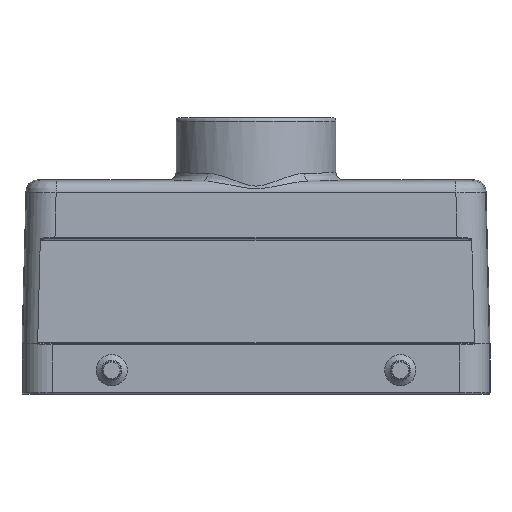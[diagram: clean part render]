
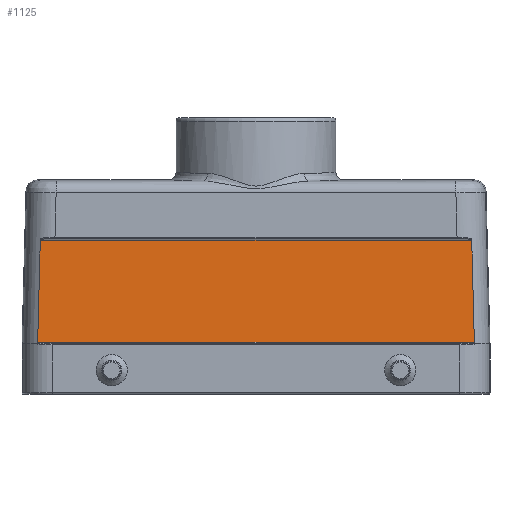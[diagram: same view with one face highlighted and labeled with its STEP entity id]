
A CAD part, front view. The second image highlights one B-rep face of the part: STEP entity #1125.
In plain terms, the highlighted planar face has unit normal (0, -1, 0.018).
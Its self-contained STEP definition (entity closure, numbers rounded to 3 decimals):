
#830=FACE_OUTER_BOUND('',#1870,.T.);
#1125=ADVANCED_FACE('',(#830),#1454,.T.);
#1454=PLANE('',#6411);
#1870=EDGE_LOOP('',(#2553,#2554,#2555,#2556,#2557,#2558,#2559,#2560));
#2553=ORIENTED_EDGE('',*,*,#4544,.T.);
#2554=ORIENTED_EDGE('',*,*,#4545,.T.);
#2555=ORIENTED_EDGE('',*,*,#4546,.F.);
#2556=ORIENTED_EDGE('',*,*,#4547,.T.);
#2557=ORIENTED_EDGE('',*,*,#4548,.T.);
#2558=ORIENTED_EDGE('',*,*,#4549,.T.);
#2559=ORIENTED_EDGE('',*,*,#4550,.F.);
#2560=ORIENTED_EDGE('',*,*,#4551,.T.);
#4053=VERTEX_POINT('',#10292);
#4054=VERTEX_POINT('',#10293);
#4055=VERTEX_POINT('',#10307);
#4056=VERTEX_POINT('',#10309);
#4057=VERTEX_POINT('',#10323);
#4058=VERTEX_POINT('',#10325);
#4059=VERTEX_POINT('',#10339);
#4060=VERTEX_POINT('',#10341);
#4544=EDGE_CURVE('',#4053,#4054,#5239,.T.);
#4545=EDGE_CURVE('',#4054,#4055,#6066,.T.);
#4546=EDGE_CURVE('',#4056,#4055,#5240,.T.);
#4547=EDGE_CURVE('',#4056,#4057,#6067,.T.);
#4548=EDGE_CURVE('',#4057,#4058,#5241,.T.);
#4549=EDGE_CURVE('',#4058,#4059,#6068,.T.);
#4550=EDGE_CURVE('',#4060,#4059,#5242,.T.);
#4551=EDGE_CURVE('',#4060,#4053,#6069,.T.);
#5239=LINE('',#10291,#5646);
#5240=LINE('',#10308,#5647);
#5241=LINE('',#10324,#5648);
#5242=LINE('',#10340,#5649);
#5646=VECTOR('',#7133,1.);
#5647=VECTOR('',#7134,1.);
#5648=VECTOR('',#7135,1.);
#5649=VECTOR('',#7136,1.);
#6066=B_SPLINE_CURVE_WITH_KNOTS('',3,(#10294,#10295,#10296,#10297,#10298,
#10299,#10300,#10301,#10302,#10303,#10304,#10305,#10306),.UNSPECIFIED.,
 .F.,.F.,(4,3,3,3,4),(0.,0.567,0.85,0.972,
1.),.UNSPECIFIED.);
#6067=B_SPLINE_CURVE_WITH_KNOTS('',3,(#10310,#10311,#10312,#10313,#10314,
#10315,#10316,#10317,#10318,#10319,#10320,#10321,#10322),.UNSPECIFIED.,
 .F.,.F.,(4,3,3,3,4),(0.,0.502,0.887,0.985,
1.),.UNSPECIFIED.);
#6068=B_SPLINE_CURVE_WITH_KNOTS('',3,(#10326,#10327,#10328,#10329,#10330,
#10331,#10332,#10333,#10334,#10335,#10336,#10337,#10338),.UNSPECIFIED.,
 .F.,.F.,(4,3,3,3,4),(0.,0.015,0.145,0.533,
1.),.UNSPECIFIED.);
#6069=B_SPLINE_CURVE_WITH_KNOTS('',3,(#10342,#10343,#10344,#10345,#10346,
#10347,#10348,#10349,#10350,#10351,#10352,#10353,#10354),.UNSPECIFIED.,
 .F.,.F.,(4,3,3,3,4),(0.,0.028,0.15,0.433,
1.),.UNSPECIFIED.);
#6411=AXIS2_PLACEMENT_3D('',#10355,#7137,#7138);
#7133=DIRECTION('',(1.,0.,0.));
#7134=DIRECTION('',(0.026,-0.018,-1.));
#7135=DIRECTION('',(-1.,0.,0.));
#7136=DIRECTION('',(0.026,0.018,1.));
#7137=DIRECTION('',(0.,-1.,0.018));
#7138=DIRECTION('',(0.,-0.018,-1.));
#10291=CARTESIAN_POINT('',(55.465,-20.492,4.274));
#10292=CARTESIAN_POINT('',(-54.921,-20.492,4.274));
#10293=CARTESIAN_POINT('',(54.921,-20.492,4.274));
#10294=CARTESIAN_POINT('',(54.921,-20.492,4.274));
#10295=CARTESIAN_POINT('',(55.136,-20.492,4.274));
#10296=CARTESIAN_POINT('',(55.355,-20.493,4.259));
#10297=CARTESIAN_POINT('',(55.564,-20.494,4.205));
#10298=CARTESIAN_POINT('',(55.668,-20.494,4.178));
#10299=CARTESIAN_POINT('',(55.772,-20.495,4.14));
#10300=CARTESIAN_POINT('',(55.864,-20.496,4.082));
#10301=CARTESIAN_POINT('',(55.903,-20.496,4.057));
#10302=CARTESIAN_POINT('',(55.941,-20.497,4.028));
#10303=CARTESIAN_POINT('',(55.973,-20.497,3.994));
#10304=CARTESIAN_POINT('',(55.981,-20.497,3.986));
#10305=CARTESIAN_POINT('',(55.988,-20.498,3.978));
#10306=CARTESIAN_POINT('',(55.995,-20.498,3.97));
#10307=CARTESIAN_POINT('',(55.995,-20.498,3.97));
#10308=CARTESIAN_POINT('',(56.001,-20.502,3.738));
#10309=CARTESIAN_POINT('',(55.316,-20.029,30.206));
#10310=CARTESIAN_POINT('',(55.316,-20.029,30.206));
#10311=CARTESIAN_POINT('',(55.315,-20.028,30.245));
#10312=CARTESIAN_POINT('',(55.308,-20.028,30.285));
#10313=CARTESIAN_POINT('',(55.293,-20.027,30.321));
#10314=CARTESIAN_POINT('',(55.283,-20.027,30.349));
#10315=CARTESIAN_POINT('',(55.267,-20.026,30.376));
#10316=CARTESIAN_POINT('',(55.248,-20.026,30.398));
#10317=CARTESIAN_POINT('',(55.243,-20.026,30.404));
#10318=CARTESIAN_POINT('',(55.237,-20.026,30.41));
#10319=CARTESIAN_POINT('',(55.232,-20.025,30.416));
#10320=CARTESIAN_POINT('',(55.231,-20.025,30.416));
#10321=CARTESIAN_POINT('',(55.23,-20.025,30.417));
#10322=CARTESIAN_POINT('',(55.229,-20.025,30.418));
#10323=CARTESIAN_POINT('',(55.229,-20.025,30.418));
#10324=CARTESIAN_POINT('',(-55.304,-20.025,30.418));
#10325=CARTESIAN_POINT('',(-55.229,-20.025,30.418));
#10326=CARTESIAN_POINT('',(-55.229,-20.025,30.418));
#10327=CARTESIAN_POINT('',(-55.23,-20.025,30.417));
#10328=CARTESIAN_POINT('',(-55.231,-20.025,30.416));
#10329=CARTESIAN_POINT('',(-55.232,-20.025,30.416));
#10330=CARTESIAN_POINT('',(-55.239,-20.026,30.408));
#10331=CARTESIAN_POINT('',(-55.246,-20.026,30.401));
#10332=CARTESIAN_POINT('',(-55.252,-20.026,30.393));
#10333=CARTESIAN_POINT('',(-55.271,-20.026,30.369));
#10334=CARTESIAN_POINT('',(-55.286,-20.027,30.342));
#10335=CARTESIAN_POINT('',(-55.296,-20.027,30.313));
#10336=CARTESIAN_POINT('',(-55.309,-20.028,30.279));
#10337=CARTESIAN_POINT('',(-55.315,-20.029,30.243));
#10338=CARTESIAN_POINT('',(-55.316,-20.029,30.206));
#10339=CARTESIAN_POINT('',(-55.316,-20.029,30.206));
#10340=CARTESIAN_POINT('',(-54.835,-19.697,48.803));
#10341=CARTESIAN_POINT('',(-55.995,-20.498,3.97));
#10342=CARTESIAN_POINT('',(-55.995,-20.498,3.97));
#10343=CARTESIAN_POINT('',(-55.988,-20.498,3.978));
#10344=CARTESIAN_POINT('',(-55.981,-20.497,3.986));
#10345=CARTESIAN_POINT('',(-55.973,-20.497,3.994));
#10346=CARTESIAN_POINT('',(-55.941,-20.497,4.028));
#10347=CARTESIAN_POINT('',(-55.903,-20.496,4.057));
#10348=CARTESIAN_POINT('',(-55.864,-20.496,4.082));
#10349=CARTESIAN_POINT('',(-55.772,-20.495,4.14));
#10350=CARTESIAN_POINT('',(-55.668,-20.494,4.178));
#10351=CARTESIAN_POINT('',(-55.564,-20.494,4.205));
#10352=CARTESIAN_POINT('',(-55.355,-20.493,4.259));
#10353=CARTESIAN_POINT('',(-55.136,-20.492,4.274));
#10354=CARTESIAN_POINT('',(-54.921,-20.492,4.274));
#10355=CARTESIAN_POINT('',(70.,-20.497,4.027));
